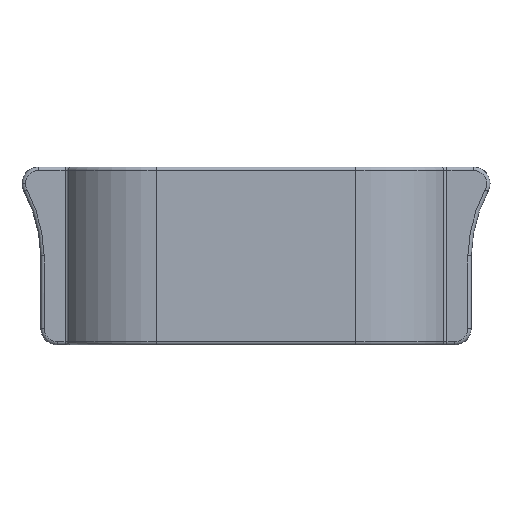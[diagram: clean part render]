
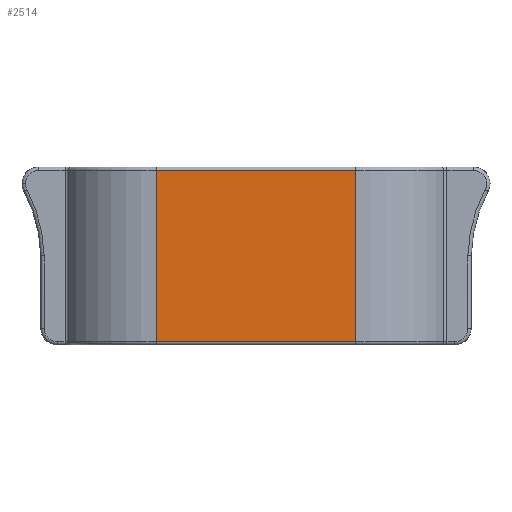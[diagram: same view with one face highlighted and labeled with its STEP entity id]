
A CAD part, front view. The second image highlights one B-rep face of the part: STEP entity #2514.
In plain terms, the highlighted planar face has unit normal (0, -1, 0).
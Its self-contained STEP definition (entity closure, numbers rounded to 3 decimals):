
#60 = LINE ( 'NONE', #3081, #2097 ) ;
#148 = VERTEX_POINT ( 'NONE', #1025 ) ;
#248 = VERTEX_POINT ( 'NONE', #2961 ) ;
#308 = CARTESIAN_POINT ( 'NONE',  ( 3., -4.55, -0.1 ) ) ;
#464 = PLANE ( 'NONE',  #2004 ) ;
#502 = DIRECTION ( 'NONE',  ( 0., 0., -1. ) ) ;
#512 = EDGE_LOOP ( 'NONE', ( #3032, #1082, #2450, #2358 ) ) ;
#580 = CARTESIAN_POINT ( 'NONE',  ( -3., -4.55, -5.35 ) ) ;
#638 = CARTESIAN_POINT ( 'NONE',  ( 3., -4.55, -5.25 ) ) ;
#885 = DIRECTION ( 'NONE',  ( -1., 0., 0. ) ) ;
#963 = LINE ( 'NONE', #638, #3862 ) ;
#1025 = CARTESIAN_POINT ( 'NONE',  ( -3., -4.55, -5.25 ) ) ;
#1082 = ORIENTED_EDGE ( 'NONE', *, *, #3622, .T. ) ;
#1240 = CARTESIAN_POINT ( 'NONE',  ( 3., -4.55, -5.35 ) ) ;
#1531 = DIRECTION ( 'NONE',  ( 0., 0., -1. ) ) ;
#2004 = AXIS2_PLACEMENT_3D ( 'NONE', #2375, #2671, #502 ) ;
#2036 = EDGE_CURVE ( 'NONE', #3623, #148, #3989, .T. ) ;
#2097 = VECTOR ( 'NONE', #885, 1000. ) ;
#2165 = EDGE_CURVE ( 'NONE', #248, #3678, #2355, .T. ) ;
#2355 = LINE ( 'NONE', #1240, #3634 ) ;
#2358 = ORIENTED_EDGE ( 'NONE', *, *, #3762, .T. ) ;
#2375 = CARTESIAN_POINT ( 'NONE',  ( 6., -4.55, -5.35 ) ) ;
#2450 = ORIENTED_EDGE ( 'NONE', *, *, #2036, .T. ) ;
#2514 = ADVANCED_FACE ( 'NONE', ( #2589 ), #464, .T. ) ;
#2589 = FACE_OUTER_BOUND ( 'NONE', #512, .T. ) ;
#2671 = DIRECTION ( 'NONE',  ( 0., -1., 0. ) ) ;
#2961 = CARTESIAN_POINT ( 'NONE',  ( 3., -4.55, -5.25 ) ) ;
#3032 = ORIENTED_EDGE ( 'NONE', *, *, #2165, .T. ) ;
#3081 = CARTESIAN_POINT ( 'NONE',  ( 6., -4.55, -0.1 ) ) ;
#3407 = DIRECTION ( 'NONE',  ( 0., 0., 1. ) ) ;
#3622 = EDGE_CURVE ( 'NONE', #3678, #3623, #60, .T. ) ;
#3623 = VERTEX_POINT ( 'NONE', #3659 ) ;
#3634 = VECTOR ( 'NONE', #3407, 1000. ) ;
#3659 = CARTESIAN_POINT ( 'NONE',  ( -3., -4.55, -0.1 ) ) ;
#3678 = VERTEX_POINT ( 'NONE', #308 ) ;
#3705 = DIRECTION ( 'NONE',  ( 1., 0., 0. ) ) ;
#3762 = EDGE_CURVE ( 'NONE', #148, #248, #963, .T. ) ;
#3788 = VECTOR ( 'NONE', #1531, 1000. ) ;
#3862 = VECTOR ( 'NONE', #3705, 1000. ) ;
#3989 = LINE ( 'NONE', #580, #3788 ) ;
